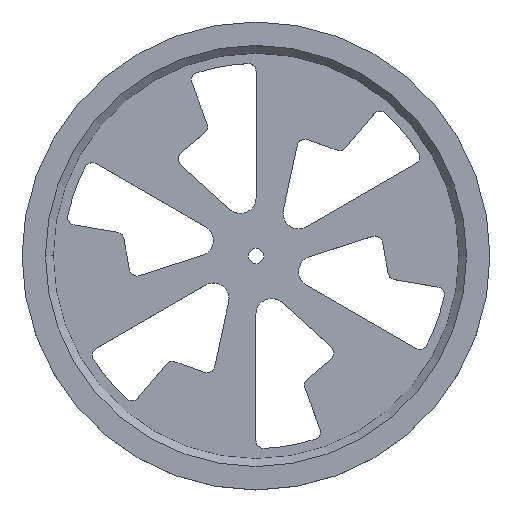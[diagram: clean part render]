
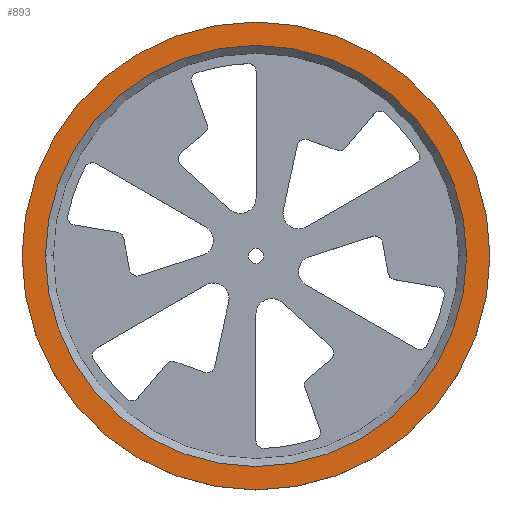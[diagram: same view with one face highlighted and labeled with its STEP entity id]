
A CAD part, top view. The second image highlights one B-rep face of the part: STEP entity #893.
In plain terms, the highlighted planar face has unit normal (0, 0, 1).
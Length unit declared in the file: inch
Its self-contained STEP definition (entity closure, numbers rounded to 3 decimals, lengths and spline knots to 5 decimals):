
#69 = EDGE_CURVE ( 'NONE', #2451, #139, #1794, .T. ) ;
#121 = AXIS2_PLACEMENT_3D ( 'NONE', #1759, #2191, #2029 ) ;
#139 = VERTEX_POINT ( 'NONE', #1197 ) ;
#338 = EDGE_CURVE ( 'NONE', #1297, #2054, #1173, .T. ) ;
#346 = PLANE ( 'NONE',  #1010 ) ;
#391 = FACE_BOUND ( 'NONE', #1599, .T. ) ;
#556 = ORIENTED_EDGE ( 'NONE', *, *, #338, .T. ) ;
#680 = DIRECTION ( 'NONE',  ( -1., 0., 0. ) ) ;
#737 = CARTESIAN_POINT ( 'NONE',  ( 0., 0., 0.25 ) ) ;
#893 = ADVANCED_FACE ( 'NONE', ( #391, #1725 ), #346, .T. ) ;
#955 = CIRCLE ( 'NONE', #2512, 1.35 ) ;
#1003 = AXIS2_PLACEMENT_3D ( 'NONE', #737, #2552, #1641 ) ;
#1010 = AXIS2_PLACEMENT_3D ( 'NONE', #2867, #1270, #2913 ) ;
#1154 = CARTESIAN_POINT ( 'NONE',  ( 1.5, 0., 0.25 ) ) ;
#1163 = DIRECTION ( 'NONE',  ( -1., 0., 0. ) ) ;
#1173 = CIRCLE ( 'NONE', #1470, 1.35 ) ;
#1179 = CARTESIAN_POINT ( 'NONE',  ( 0., 0., 0.25 ) ) ;
#1197 = CARTESIAN_POINT ( 'NONE',  ( -1.5, 0., 0.25 ) ) ;
#1270 = DIRECTION ( 'NONE',  ( 0., 0., 1. ) ) ;
#1297 = VERTEX_POINT ( 'NONE', #1990 ) ;
#1411 = EDGE_CURVE ( 'NONE', #2054, #1297, #955, .T. ) ;
#1470 = AXIS2_PLACEMENT_3D ( 'NONE', #1991, #1796, #1163 ) ;
#1599 = EDGE_LOOP ( 'NONE', ( #556, #1832 ) ) ;
#1641 = DIRECTION ( 'NONE',  ( 1., 0., 0. ) ) ;
#1664 = EDGE_CURVE ( 'NONE', #139, #2451, #1672, .T. ) ;
#1672 = CIRCLE ( 'NONE', #121, 1.5 ) ;
#1725 = FACE_OUTER_BOUND ( 'NONE', #2015, .T. ) ;
#1759 = CARTESIAN_POINT ( 'NONE',  ( 0., 0., 0.25 ) ) ;
#1794 = CIRCLE ( 'NONE', #1003, 1.5 ) ;
#1796 = DIRECTION ( 'NONE',  ( 0., 0., -1. ) ) ;
#1832 = ORIENTED_EDGE ( 'NONE', *, *, #1411, .T. ) ;
#1990 = CARTESIAN_POINT ( 'NONE',  ( 1.35, 0., 0.25 ) ) ;
#1991 = CARTESIAN_POINT ( 'NONE',  ( 0., 0., 0.25 ) ) ;
#2015 = EDGE_LOOP ( 'NONE', ( #2842, #2840 ) ) ;
#2029 = DIRECTION ( 'NONE',  ( 1., 0., 0. ) ) ;
#2054 = VERTEX_POINT ( 'NONE', #2587 ) ;
#2191 = DIRECTION ( 'NONE',  ( 0., 0., 1. ) ) ;
#2451 = VERTEX_POINT ( 'NONE', #1154 ) ;
#2512 = AXIS2_PLACEMENT_3D ( 'NONE', #1179, #2548, #680 ) ;
#2548 = DIRECTION ( 'NONE',  ( 0., 0., -1. ) ) ;
#2552 = DIRECTION ( 'NONE',  ( 0., 0., 1. ) ) ;
#2587 = CARTESIAN_POINT ( 'NONE',  ( -1.35, 0., 0.25 ) ) ;
#2840 = ORIENTED_EDGE ( 'NONE', *, *, #69, .T. ) ;
#2842 = ORIENTED_EDGE ( 'NONE', *, *, #1664, .T. ) ;
#2867 = CARTESIAN_POINT ( 'NONE',  ( 0., 0., 0.25 ) ) ;
#2913 = DIRECTION ( 'NONE',  ( 1., 0., 0. ) ) ;
